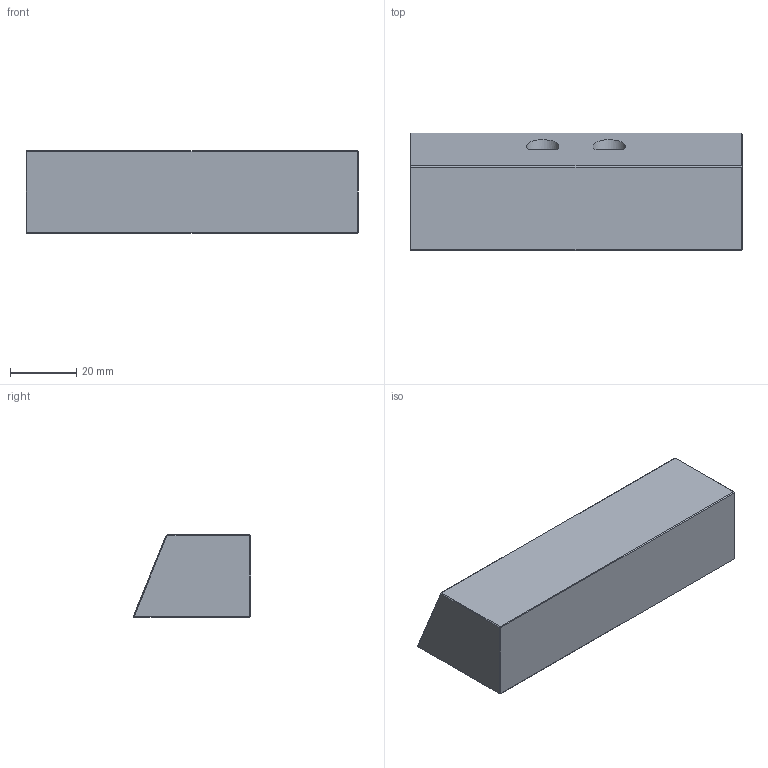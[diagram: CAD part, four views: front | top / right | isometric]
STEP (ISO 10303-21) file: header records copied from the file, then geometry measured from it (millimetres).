
FILE_DESCRIPTION(/* description */ (''),/* implementation_level */ '2;1');
FILE_NAME(/* name */ 'Fixed Soft Jaw v3.step',/* time_stamp */ '2023-12-04T05:10:46-05:00',/* author */ (''),/* organization */ (''),/* preprocessor_version */ 'ST-DEVELOPER v20',/* originating_system */ 'Autodesk Translation Framework v12.14.0.127',/* authorisation */ '');
FILE_SCHEMA (('AUTOMOTIVE_DESIGN { 1 0 10303 214 3 1 1 }'));
Length unit declared in the file: inch
Products named in the file (2): Fixed Soft Jaw; Fixed Soft Jaw_1
Assembly tree (1 placements, depth 2):
  Fixed Soft Jaw
    Fixed Soft Jaw_1
Bounding box: 100 x 35.34 x 24.84 mm (x, y, z)
Volume: 75091.8 mm3; surface area: 12951.3 mm2
Topology: 1 solids, 1 shells, 34 faces, 60 edges, 32 vertices
Faces by surface type: plane 30, cylinder 4
Full cylindrical faces by diameter (mm): 5.035 x2
Entity records: 842 total; most frequent: DIRECTION 142, CARTESIAN_POINT 129, ORIENTED_EDGE 120, EDGE_CURVE 60, LINE 52, VECTOR 52, AXIS2_PLACEMENT_3D 45, EDGE_LOOP 38
